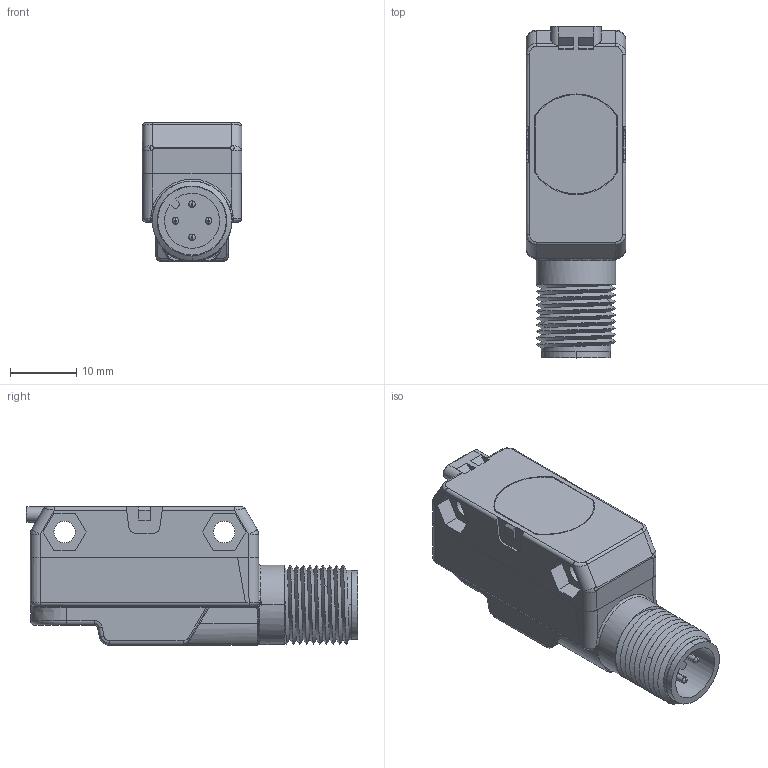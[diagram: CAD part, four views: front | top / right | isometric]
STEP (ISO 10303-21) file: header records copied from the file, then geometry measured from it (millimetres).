
FILE_DESCRIPTION((''),'2;1');
FILE_NAME('139470_SM01_ASM','2022-04-27T09:55:33',('PDMAdmin'),('BANNER ENGINEERING'),'CREO PARAMETRIC BY PTC INC, 2019292','CREO PARAMETRIC BY PTC INC, 2019292','');
FILE_SCHEMA(('CONFIG_CONTROL_DESIGN'));
Length unit declared in the file: millimetre
Products named in the file (2): 139470_EP01; 139470_SM01_ASM
Assembly tree (1 placements, depth 2):
  139470_SM01_ASM
    139470_EP01
Bounding box: 15 x 50.11 x 20.9 mm (x, y, z)
Volume: 9931 mm3; surface area: 4384.1 mm2
Topology: 1 solids, 1 shells, 337 faces, 807 edges, 484 vertices
Faces by surface type: plane 118, cylinder 112, bspline 81, torus 11, sphere 10, cone 5
Entity records: 16771 total; most frequent: CARTESIAN_POINT 9513, ORIENTED_EDGE 1610, DIRECTION 1325, EDGE_CURVE 805, VERTEX_POINT 484, AXIS2_PLACEMENT_3D 475, VECTOR 375, LINE 375
